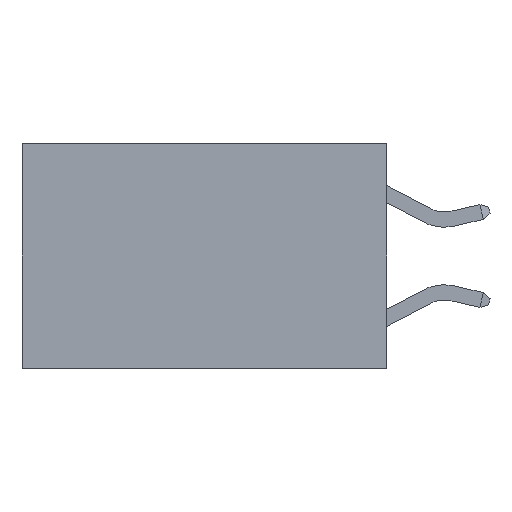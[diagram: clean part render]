
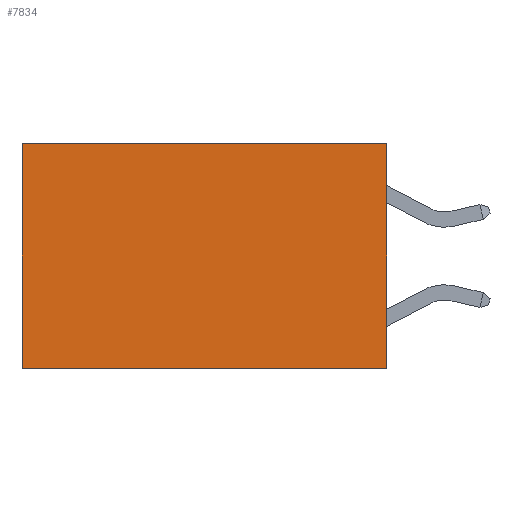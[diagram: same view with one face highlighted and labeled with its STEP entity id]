
A CAD part, left-side view. The second image highlights one B-rep face of the part: STEP entity #7834.
In plain terms, the highlighted planar face has unit normal (-1, 0, 0).
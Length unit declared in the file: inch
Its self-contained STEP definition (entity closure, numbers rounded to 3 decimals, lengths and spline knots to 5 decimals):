
#152 = AXIS2_PLACEMENT_3D ( 'NONE', #8866, #12989, #6764 ) ;
#389 = ORIENTED_EDGE ( 'NONE', *, *, #1101, .T. ) ;
#414 = DIRECTION ( 'NONE',  ( 0., 0., -1. ) ) ;
#508 = DIRECTION ( 'NONE',  ( 0., 0., -1. ) ) ;
#653 = CARTESIAN_POINT ( 'NONE',  ( 0.2625, 0., 0. ) ) ;
#738 = EDGE_CURVE ( 'NONE', #8247, #11161, #12799, .T. ) ;
#896 = DIRECTION ( 'NONE',  ( 0., 1., 0. ) ) ;
#1101 = EDGE_CURVE ( 'NONE', #3215, #2755, #2064, .T. ) ;
#1404 = EDGE_CURVE ( 'NONE', #3215, #8247, #12443, .T. ) ;
#1525 = DIRECTION ( 'NONE',  ( 0., 1., 0. ) ) ;
#1720 = VECTOR ( 'NONE', #896, 39.37008 ) ;
#1729 = CARTESIAN_POINT ( 'NONE',  ( 0.2625, 0., -0.37 ) ) ;
#1744 = ORIENTED_EDGE ( 'NONE', *, *, #738, .F. ) ;
#1758 = LINE ( 'NONE', #11404, #10479 ) ;
#2064 = LINE ( 'NONE', #653, #4384 ) ;
#2639 = CARTESIAN_POINT ( 'NONE',  ( 0.2625, 0., 0. ) ) ;
#2755 = VERTEX_POINT ( 'NONE', #3943 ) ;
#3215 = VERTEX_POINT ( 'NONE', #2639 ) ;
#3943 = CARTESIAN_POINT ( 'NONE',  ( 0.2625, 0.6, 0. ) ) ;
#4384 = VECTOR ( 'NONE', #1525, 39.37008 ) ;
#5013 = EDGE_CURVE ( 'NONE', #2755, #11161, #1758, .T. ) ;
#5671 = PLANE ( 'NONE',  #152 ) ;
#6764 = DIRECTION ( 'NONE',  ( 0., 0., -1. ) ) ;
#6914 = VECTOR ( 'NONE', #414, 39.37008 ) ;
#6995 = ORIENTED_EDGE ( 'NONE', *, *, #5013, .T. ) ;
#7209 = ORIENTED_EDGE ( 'NONE', *, *, #1404, .F. ) ;
#7307 = CARTESIAN_POINT ( 'NONE',  ( 0.2625, 0., 0. ) ) ;
#7834 = ADVANCED_FACE ( 'NONE', ( #11489 ), #5671, .F. ) ;
#8247 = VERTEX_POINT ( 'NONE', #1729 ) ;
#8866 = CARTESIAN_POINT ( 'NONE',  ( 0.2625, 0., 0. ) ) ;
#10479 = VECTOR ( 'NONE', #508, 39.37008 ) ;
#11161 = VERTEX_POINT ( 'NONE', #11570 ) ;
#11404 = CARTESIAN_POINT ( 'NONE',  ( 0.2625, 0.6, 0. ) ) ;
#11489 = FACE_OUTER_BOUND ( 'NONE', #13070, .T. ) ;
#11570 = CARTESIAN_POINT ( 'NONE',  ( 0.2625, 0.6, -0.37 ) ) ;
#12443 = LINE ( 'NONE', #7307, #6914 ) ;
#12799 = LINE ( 'NONE', #13262, #1720 ) ;
#12989 = DIRECTION ( 'NONE',  ( 1., 0., 0. ) ) ;
#13070 = EDGE_LOOP ( 'NONE', ( #6995, #1744, #7209, #389 ) ) ;
#13262 = CARTESIAN_POINT ( 'NONE',  ( 0.2625, 0., -0.37 ) ) ;
